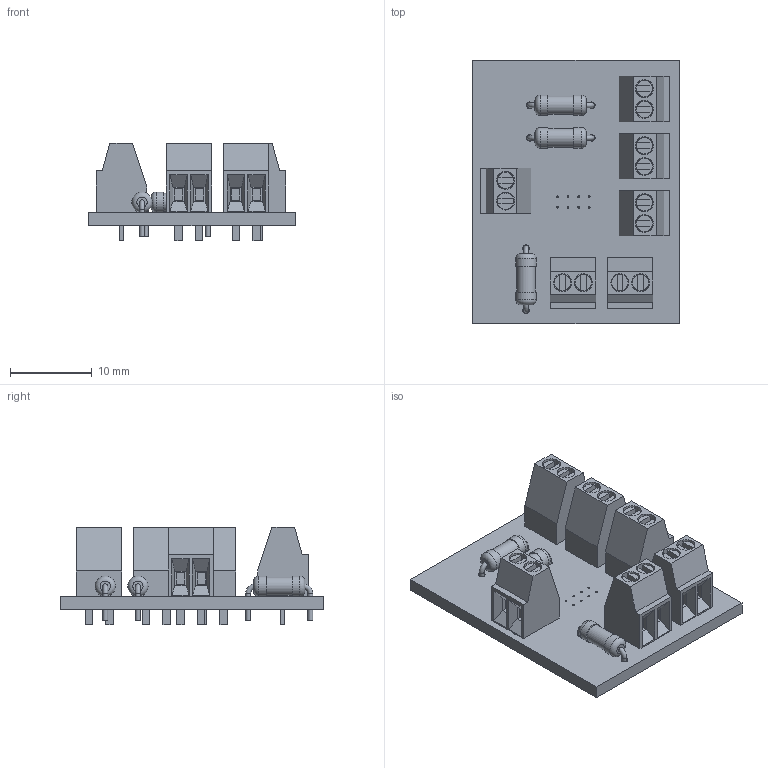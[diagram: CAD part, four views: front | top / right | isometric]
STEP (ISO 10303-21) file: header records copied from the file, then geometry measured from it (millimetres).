
FILE_DESCRIPTION(('KiCad electronic assembly'),'2;1');
FILE_NAME('LangmuirProbePCB_v2_opa454.step','2024-05-20T16:26:26',( 'Pcbnew'),('Kicad'),'Open CASCADE STEP processor 7.7', 'KiCad to STEP converter','Unknown');
FILE_SCHEMA(('AUTOMOTIVE_DESIGN { 1 0 10303 214 1 1 1 1 }'));
Length unit declared in the file: millimetre
Products named in the file (6): LangmuirProbePCB_v2_opa454 1; R_Axial_DIN0207_L6.3mm_D2.5mm_P7.62mm_Horizontal; R_Axial_DIN0207_L63mm_D25mm_P762mm_Horizontal; TerminalBlock_Phoenix_MPT-0,5-2-2.54_1x02_P2.54mm_Horizontal; TerminalBlock_Phoenix_MPT_05_2_254_1x02_P254mm_Horizontal; LangmuirProbePCB_v2_opa454_PCB
Assembly tree (12 placements, depth 3):
  LangmuirProbePCB_v2_opa454 1
    R_Axial_DIN0207_L6.3mm_D2.5mm_P7.62mm_Horizontal  x3
      R_Axial_DIN0207_L63mm_D25mm_P762mm_Horizontal
    TerminalBlock_Phoenix_MPT-0,5-2-2.54_1x02_P2.54mm_Horizontal  x6
      TerminalBlock_Phoenix_MPT_05_2_254_1x02_P254mm_Horizontal
    LangmuirProbePCB_v2_opa454_PCB
Bounding box: 25.25 x 32.25 x 12 mm (x, y, z)
Volume: 2620.3 mm3; surface area: 5066.7 mm2
Topology: 10 solids, 10 shells, 575 faces, 1341 edges, 858 vertices
Faces by surface type: plane 426, cylinder 89, bspline 48, torus 12
Full cylindrical faces by diameter (mm): 0.2 x8, 0.6 x6, 0.8 x6, 1.1 x36, 2 x12, 2.2 x12, 2.25 x3, 2.5 x6
Entity records: 5422 total; most frequent: CARTESIAN_POINT 1077, DIRECTION 748, ORIENTED_EDGE 680, EDGE_CURVE 340, AXIS2_PLACEMENT_3D 273, FACE_BOUND 230, EDGE_LOOP 230, VERTEX_POINT 220
